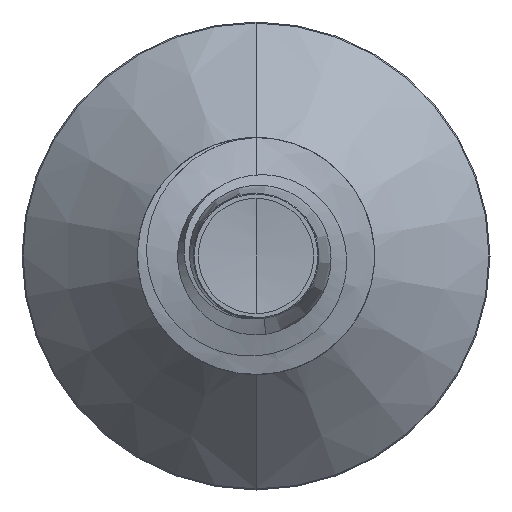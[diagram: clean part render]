
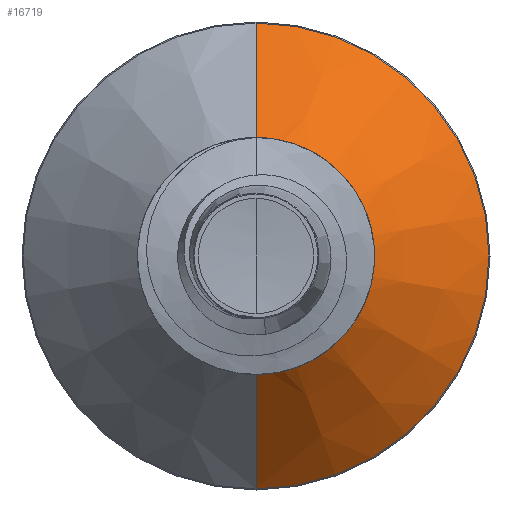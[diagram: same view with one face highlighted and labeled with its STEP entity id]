
A CAD part, front view. The second image highlights one B-rep face of the part: STEP entity #16719.
In plain terms, the highlighted conical face has half-angle 45 degrees and reference radius 3.632 mm.
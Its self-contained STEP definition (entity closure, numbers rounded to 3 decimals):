
#342 = EDGE_LOOP ( 'NONE', ( #10581, #9292, #13113, #10344 ) ) ;
#522 = DIRECTION ( 'NONE',  ( 0., 0., 1. ) ) ;
#1183 = VECTOR ( 'NONE', #1920, 1000. ) ;
#1788 = AXIS2_PLACEMENT_3D ( 'NONE', #16782, #9324, #17543 ) ;
#1920 = DIRECTION ( 'NONE',  ( 0., 0.707, -0.707 ) ) ;
#2690 = CIRCLE ( 'NONE', #1788, 3.632 ) ;
#2911 = AXIS2_PLACEMENT_3D ( 'NONE', #16951, #8790, #11588 ) ;
#3261 = CARTESIAN_POINT ( 'NONE',  ( 0., 22.282, -3.632 ) ) ;
#3801 = AXIS2_PLACEMENT_3D ( 'NONE', #17547, #10733, #522 ) ;
#4385 = DIRECTION ( 'NONE',  ( 0., 0.707, 0.707 ) ) ;
#4678 = VERTEX_POINT ( 'NONE', #3261 ) ;
#4773 = LINE ( 'NONE', #14667, #12384 ) ;
#7963 = CONICAL_SURFACE ( 'NONE', #2911, 3.632, 0.785 ) ;
#8074 = VERTEX_POINT ( 'NONE', #9898 ) ;
#8418 = FACE_OUTER_BOUND ( 'NONE', #342, .T. ) ;
#8538 = VERTEX_POINT ( 'NONE', #9831 ) ;
#8790 = DIRECTION ( 'NONE',  ( 0., 1., 0. ) ) ;
#9292 = ORIENTED_EDGE ( 'NONE', *, *, #13449, .T. ) ;
#9324 = DIRECTION ( 'NONE',  ( 0., 1., 0. ) ) ;
#9831 = CARTESIAN_POINT ( 'NONE',  ( 0., 26.515, -7.865 ) ) ;
#9865 = CARTESIAN_POINT ( 'NONE',  ( 0., 22.282, 3.632 ) ) ;
#9898 = CARTESIAN_POINT ( 'NONE',  ( 0., 26.515, 7.865 ) ) ;
#10082 = VERTEX_POINT ( 'NONE', #9865 ) ;
#10344 = ORIENTED_EDGE ( 'NONE', *, *, #15436, .F. ) ;
#10581 = ORIENTED_EDGE ( 'NONE', *, *, #17037, .T. ) ;
#10733 = DIRECTION ( 'NONE',  ( 0., 1., 0. ) ) ;
#11588 = DIRECTION ( 'NONE',  ( 0., 0., 1. ) ) ;
#12384 = VECTOR ( 'NONE', #4385, 1000. ) ;
#13113 = ORIENTED_EDGE ( 'NONE', *, *, #15804, .F. ) ;
#13400 = LINE ( 'NONE', #17989, #1183 ) ;
#13449 = EDGE_CURVE ( 'NONE', #4678, #8538, #13400, .T. ) ;
#14598 = CIRCLE ( 'NONE', #3801, 7.865 ) ;
#14667 = CARTESIAN_POINT ( 'NONE',  ( 0., 22.282, 3.632 ) ) ;
#15436 = EDGE_CURVE ( 'NONE', #10082, #8074, #4773, .T. ) ;
#15804 = EDGE_CURVE ( 'NONE', #8074, #8538, #14598, .T. ) ;
#16719 = ADVANCED_FACE ( 'NONE', ( #8418 ), #7963, .T. ) ;
#16782 = CARTESIAN_POINT ( 'NONE',  ( 0., 22.282, 0. ) ) ;
#16951 = CARTESIAN_POINT ( 'NONE',  ( 0., 22.282, 0. ) ) ;
#17037 = EDGE_CURVE ( 'NONE', #10082, #4678, #2690, .T. ) ;
#17543 = DIRECTION ( 'NONE',  ( 0., 0., 1. ) ) ;
#17547 = CARTESIAN_POINT ( 'NONE',  ( 0., 26.515, 0. ) ) ;
#17989 = CARTESIAN_POINT ( 'NONE',  ( 0., 22.282, -3.632 ) ) ;
